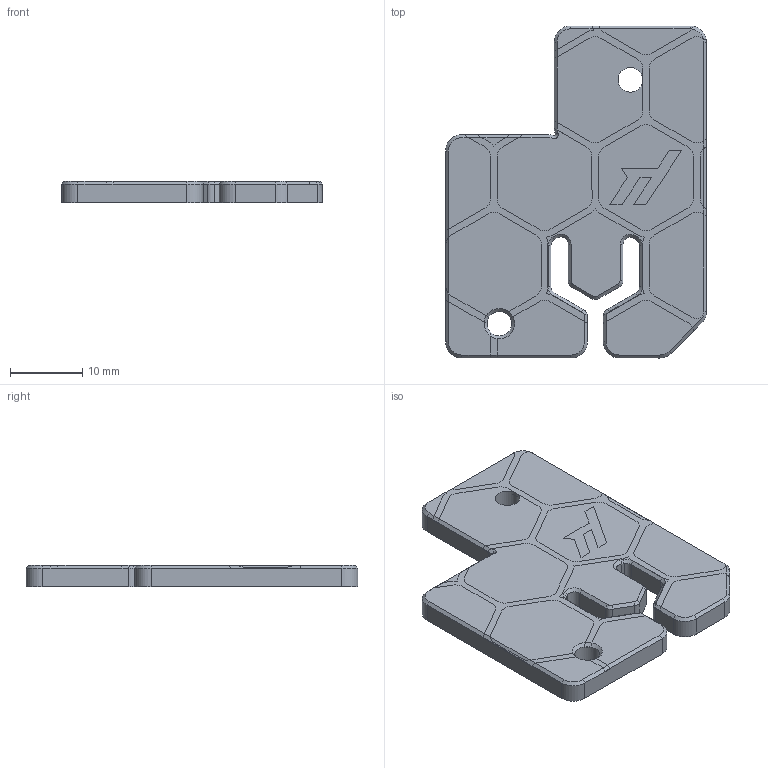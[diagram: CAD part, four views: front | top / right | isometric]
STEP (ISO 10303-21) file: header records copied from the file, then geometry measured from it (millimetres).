
FILE_DESCRIPTION(/* description */ (''),/* implementation_level */ '2;1');
FILE_NAME(/* name */ 'Micron-CAD-Assembly_October v60.step',/* time_stamp */ '2022-12-25T17:58:32+01:00',/* author */ (''),/* organization */ (''),/* preprocessor_version */ 'ST-DEVELOPER v19.2',/* originating_system */ 'Autodesk Translation Framework v11.17.0.187',/* authorisation */ '');
FILE_SCHEMA (('AUTOMOTIVE_DESIGN { 1 0 10303 214 3 1 1 }'));
Length unit declared in the file: millimetre
Products named in the file (5): Micron-CAD-Assembly_October; Mike's Mods; Z Belt Covers (1); Z Drive Belt Cover A (2); Z-BeltCover (2)
Assembly tree (3 placements, depth 4):
  Micron-CAD-Assembly_October
  Mike's Mods
    Z Belt Covers (1)
      Z Drive Belt Cover A (2)
        Z-BeltCover (2)
Bounding box: 36 x 45.8 x 3 mm (x, y, z)
Volume: 3933.1 mm3; surface area: 4053.9 mm2
Topology: 4 solids, 4 shells, 414 faces, 1177 edges, 772 vertices
Faces by surface type: plane 238, cylinder 147, cone 29
Full cylindrical faces by diameter (mm): 3.4 x2
Entity records: 13627 total; most frequent: CARTESIAN_POINT 2441, ORIENTED_EDGE 2354, DIRECTION 2350, EDGE_CURVE 1177, LINE 804, VECTOR 804, AXIS2_PLACEMENT_3D 773, VERTEX_POINT 772
